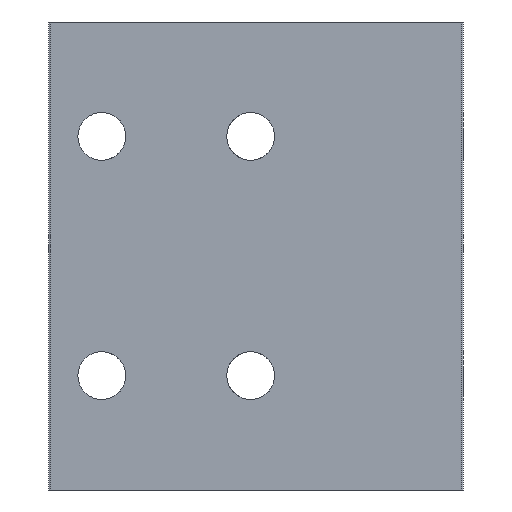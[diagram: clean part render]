
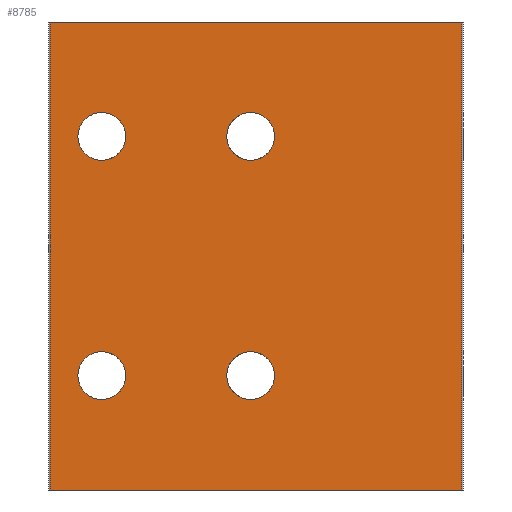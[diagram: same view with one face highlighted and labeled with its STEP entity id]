
A CAD part, front view. The second image highlights one B-rep face of the part: STEP entity #8785.
In plain terms, the highlighted planar face has unit normal (0, -1, 0).
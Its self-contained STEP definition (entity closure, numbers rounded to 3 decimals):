
#57 = ORIENTED_EDGE ( 'NONE', *, *, #1158, .T. ) ;
#73 = DIRECTION ( 'NONE',  ( 0., 0., 1. ) ) ;
#199 = DIRECTION ( 'NONE',  ( 0., 1., 0. ) ) ;
#279 = CARTESIAN_POINT ( 'NONE',  ( 10441.392, 2863.331, -12.5 ) ) ;
#284 = VECTOR ( 'NONE', #758, 1000. ) ;
#316 = EDGE_CURVE ( 'NONE', #3344, #7497, #3420, .T. ) ;
#408 = CARTESIAN_POINT ( 'NONE',  ( 10413.392, 2863.331, -17. ) ) ;
#520 = DIRECTION ( 'NONE',  ( 0., 0., -1. ) ) ;
#524 = VERTEX_POINT ( 'NONE', #2592 ) ;
#616 = LINE ( 'NONE', #3903, #5837 ) ;
#758 = DIRECTION ( 'NONE',  ( 1., 0., 0. ) ) ;
#894 = CARTESIAN_POINT ( 'NONE',  ( 10441.392, 2863.331, -8. ) ) ;
#946 = DIRECTION ( 'NONE',  ( 0., 0., 1. ) ) ;
#992 = FACE_OUTER_BOUND ( 'NONE', #3007, .T. ) ;
#1158 = EDGE_CURVE ( 'NONE', #524, #8051, #616, .T. ) ;
#1215 = FACE_BOUND ( 'NONE', #5610, .T. ) ;
#1296 = CIRCLE ( 'NONE', #3075, 4.5 ) ;
#1298 = PLANE ( 'NONE',  #5951 ) ;
#1304 = VECTOR ( 'NONE', #3887, 1000. ) ;
#1375 = CARTESIAN_POINT ( 'NONE',  ( 10481.092, 2863.331, 54. ) ) ;
#1454 = DIRECTION ( 'NONE',  ( 1., 0., 0. ) ) ;
#1828 = EDGE_LOOP ( 'NONE', ( #6369, #4952 ) ) ;
#1847 = ORIENTED_EDGE ( 'NONE', *, *, #4886, .T. ) ;
#1880 = CARTESIAN_POINT ( 'NONE',  ( 10413.392, 2863.331, 32.5 ) ) ;
#1881 = VECTOR ( 'NONE', #1454, 1000. ) ;
#1902 = CARTESIAN_POINT ( 'NONE',  ( 10413.392, 2863.331, 28. ) ) ;
#1954 = DIRECTION ( 'NONE',  ( 0., 1., 0. ) ) ;
#2021 = EDGE_CURVE ( 'NONE', #8051, #5093, #3932, .T. ) ;
#2028 = EDGE_CURVE ( 'NONE', #524, #6117, #5515, .T. ) ;
#2124 = CARTESIAN_POINT ( 'NONE',  ( 10441.392, 2863.331, 28. ) ) ;
#2284 = AXIS2_PLACEMENT_3D ( 'NONE', #6735, #2651, #7409 ) ;
#2518 = EDGE_CURVE ( 'NONE', #8544, #7776, #4121, .T. ) ;
#2569 = DIRECTION ( 'NONE',  ( 0., 0., 1. ) ) ;
#2583 = EDGE_LOOP ( 'NONE', ( #5945, #6037 ) ) ;
#2592 = CARTESIAN_POINT ( 'NONE',  ( 10403.692, 2863.331, 54. ) ) ;
#2639 = EDGE_CURVE ( 'NONE', #8353, #4627, #8495, .T. ) ;
#2644 = CARTESIAN_POINT ( 'NONE',  ( 10403.692, 2863.331, -34. ) ) ;
#2651 = DIRECTION ( 'NONE',  ( 0., 1., 0. ) ) ;
#2678 = DIRECTION ( 'NONE',  ( 0., 0., 1. ) ) ;
#2756 = EDGE_CURVE ( 'NONE', #7497, #3344, #7630, .T. ) ;
#2818 = FACE_BOUND ( 'NONE', #5499, .T. ) ;
#2826 = CARTESIAN_POINT ( 'NONE',  ( 10441.392, 2863.331, -17. ) ) ;
#2871 = EDGE_CURVE ( 'NONE', #5338, #4422, #3583, .T. ) ;
#3007 = EDGE_LOOP ( 'NONE', ( #57, #4877, #3419, #3163 ) ) ;
#3028 = CIRCLE ( 'NONE', #2284, 4.5 ) ;
#3075 = AXIS2_PLACEMENT_3D ( 'NONE', #7917, #3839, #8608 ) ;
#3079 = ORIENTED_EDGE ( 'NONE', *, *, #316, .T. ) ;
#3128 = LINE ( 'NONE', #8650, #1304 ) ;
#3163 = ORIENTED_EDGE ( 'NONE', *, *, #2028, .F. ) ;
#3237 = CARTESIAN_POINT ( 'NONE',  ( 10441.392, 2863.331, 37. ) ) ;
#3344 = VERTEX_POINT ( 'NONE', #408 ) ;
#3350 = CARTESIAN_POINT ( 'NONE',  ( 10481.392, 2863.331, 10. ) ) ;
#3419 = ORIENTED_EDGE ( 'NONE', *, *, #8733, .T. ) ;
#3420 = CIRCLE ( 'NONE', #4712, 4.5 ) ;
#3583 = CIRCLE ( 'NONE', #7335, 4.5 ) ;
#3839 = DIRECTION ( 'NONE',  ( 0., 1., 0. ) ) ;
#3848 = AXIS2_PLACEMENT_3D ( 'NONE', #279, #5064, #946 ) ;
#3860 = DIRECTION ( 'NONE',  ( 0., 1., 0. ) ) ;
#3887 = DIRECTION ( 'NONE',  ( 0., 0., 1. ) ) ;
#3903 = CARTESIAN_POINT ( 'NONE',  ( 10403.692, 2863.331, 10. ) ) ;
#3932 = LINE ( 'NONE', #5541, #284 ) ;
#4121 = CIRCLE ( 'NONE', #7199, 4.5 ) ;
#4159 = DIRECTION ( 'NONE',  ( 0., 1., 0. ) ) ;
#4282 = CARTESIAN_POINT ( 'NONE',  ( 10413.392, 2863.331, 32.5 ) ) ;
#4347 = DIRECTION ( 'NONE',  ( 0., 0., 1. ) ) ;
#4422 = VERTEX_POINT ( 'NONE', #1902 ) ;
#4437 = DIRECTION ( 'NONE',  ( 0., 1., 0. ) ) ;
#4495 = CARTESIAN_POINT ( 'NONE',  ( 10413.392, 2863.331, -12.5 ) ) ;
#4509 = ORIENTED_EDGE ( 'NONE', *, *, #2756, .T. ) ;
#4627 = VERTEX_POINT ( 'NONE', #2826 ) ;
#4712 = AXIS2_PLACEMENT_3D ( 'NONE', #4495, #4437, #4347 ) ;
#4877 = ORIENTED_EDGE ( 'NONE', *, *, #2021, .T. ) ;
#4886 = EDGE_CURVE ( 'NONE', #7776, #8544, #1296, .T. ) ;
#4952 = ORIENTED_EDGE ( 'NONE', *, *, #2639, .T. ) ;
#4987 = DIRECTION ( 'NONE',  ( 0., 0., 1. ) ) ;
#5064 = DIRECTION ( 'NONE',  ( 0., 1., 0. ) ) ;
#5093 = VERTEX_POINT ( 'NONE', #5975 ) ;
#5338 = VERTEX_POINT ( 'NONE', #5724 ) ;
#5383 = AXIS2_PLACEMENT_3D ( 'NONE', #4282, #199, #4987 ) ;
#5499 = EDGE_LOOP ( 'NONE', ( #1847, #7468 ) ) ;
#5515 = LINE ( 'NONE', #6349, #1881 ) ;
#5541 = CARTESIAN_POINT ( 'NONE',  ( 10481.392, 2863.331, -34. ) ) ;
#5610 = EDGE_LOOP ( 'NONE', ( #3079, #4509 ) ) ;
#5724 = CARTESIAN_POINT ( 'NONE',  ( 10413.392, 2863.331, 37. ) ) ;
#5837 = VECTOR ( 'NONE', #520, 1000. ) ;
#5945 = ORIENTED_EDGE ( 'NONE', *, *, #8283, .T. ) ;
#5951 = AXIS2_PLACEMENT_3D ( 'NONE', #3350, #1954, #2678 ) ;
#5975 = CARTESIAN_POINT ( 'NONE',  ( 10481.092, 2863.331, -34. ) ) ;
#6037 = ORIENTED_EDGE ( 'NONE', *, *, #2871, .T. ) ;
#6117 = VERTEX_POINT ( 'NONE', #1375 ) ;
#6121 = CIRCLE ( 'NONE', #5383, 4.5 ) ;
#6232 = FACE_BOUND ( 'NONE', #1828, .T. ) ;
#6349 = CARTESIAN_POINT ( 'NONE',  ( 10481.392, 2863.331, 54. ) ) ;
#6369 = ORIENTED_EDGE ( 'NONE', *, *, #8752, .T. ) ;
#6614 = CARTESIAN_POINT ( 'NONE',  ( 10413.392, 2863.331, -8. ) ) ;
#6659 = DIRECTION ( 'NONE',  ( 0., 1., 0. ) ) ;
#6735 = CARTESIAN_POINT ( 'NONE',  ( 10441.392, 2863.331, -12.5 ) ) ;
#7199 = AXIS2_PLACEMENT_3D ( 'NONE', #8244, #4159, #73 ) ;
#7335 = AXIS2_PLACEMENT_3D ( 'NONE', #1880, #6659, #2569 ) ;
#7409 = DIRECTION ( 'NONE',  ( 0., 0., 1. ) ) ;
#7468 = ORIENTED_EDGE ( 'NONE', *, *, #2518, .T. ) ;
#7497 = VERTEX_POINT ( 'NONE', #6614 ) ;
#7630 = CIRCLE ( 'NONE', #7967, 4.5 ) ;
#7776 = VERTEX_POINT ( 'NONE', #2124 ) ;
#7917 = CARTESIAN_POINT ( 'NONE',  ( 10441.392, 2863.331, 32.5 ) ) ;
#7944 = CARTESIAN_POINT ( 'NONE',  ( 10413.392, 2863.331, -12.5 ) ) ;
#7967 = AXIS2_PLACEMENT_3D ( 'NONE', #7944, #3860, #8628 ) ;
#8051 = VERTEX_POINT ( 'NONE', #2644 ) ;
#8056 = FACE_BOUND ( 'NONE', #2583, .T. ) ;
#8244 = CARTESIAN_POINT ( 'NONE',  ( 10441.392, 2863.331, 32.5 ) ) ;
#8283 = EDGE_CURVE ( 'NONE', #4422, #5338, #6121, .T. ) ;
#8353 = VERTEX_POINT ( 'NONE', #894 ) ;
#8495 = CIRCLE ( 'NONE', #3848, 4.5 ) ;
#8544 = VERTEX_POINT ( 'NONE', #3237 ) ;
#8608 = DIRECTION ( 'NONE',  ( 0., 0., 1. ) ) ;
#8628 = DIRECTION ( 'NONE',  ( 0., 0., 1. ) ) ;
#8650 = CARTESIAN_POINT ( 'NONE',  ( 10481.092, 2863.331, 10. ) ) ;
#8733 = EDGE_CURVE ( 'NONE', #5093, #6117, #3128, .T. ) ;
#8752 = EDGE_CURVE ( 'NONE', #4627, #8353, #3028, .T. ) ;
#8785 = ADVANCED_FACE ( 'NONE', ( #2818, #6232, #1215, #8056, #992 ), #1298, .F. ) ;
